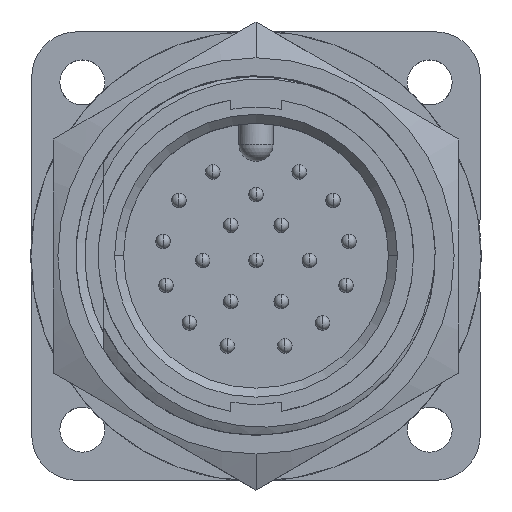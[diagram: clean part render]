
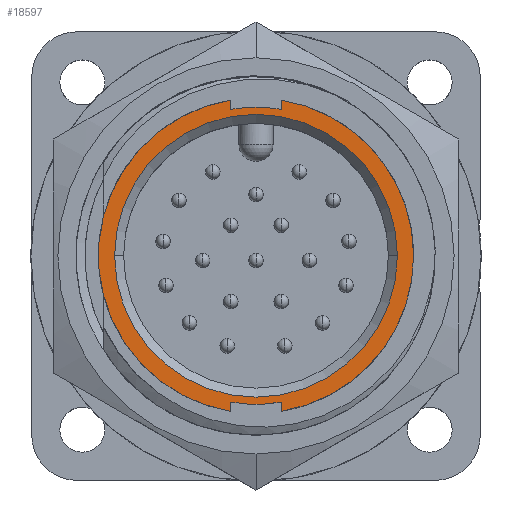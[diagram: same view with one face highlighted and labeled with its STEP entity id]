
A CAD part, top view. The second image highlights one B-rep face of the part: STEP entity #18597.
In plain terms, the highlighted planar face has unit normal (0, 0, 1).
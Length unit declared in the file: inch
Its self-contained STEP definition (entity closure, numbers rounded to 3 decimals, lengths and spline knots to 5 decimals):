
#181 = ORIENTED_EDGE ( 'NONE', *, *, #1155, .T. ) ;
#572 = CIRCLE ( 'NONE', #8414, 0.4375 ) ;
#942 = DIRECTION ( 'NONE',  ( 1., 0., 0. ) ) ;
#1155 = EDGE_CURVE ( 'NONE', #17487, #9707, #19501, .T. ) ;
#1241 = CARTESIAN_POINT ( 'NONE',  ( 0.07, 0.43186, 0.665 ) ) ;
#1368 = ORIENTED_EDGE ( 'NONE', *, *, #11507, .T. ) ;
#1444 = ORIENTED_EDGE ( 'NONE', *, *, #7939, .T. ) ;
#1538 = DIRECTION ( 'NONE',  ( 0., -1., 0. ) ) ;
#1691 = DIRECTION ( 'NONE',  ( 1., 0., 0. ) ) ;
#1695 = DIRECTION ( 'NONE',  ( 0., 0., 1. ) ) ;
#1712 = CARTESIAN_POINT ( 'NONE',  ( 0., 0., 0.665 ) ) ;
#1837 = AXIS2_PLACEMENT_3D ( 'NONE', #17193, #10873, #10933 ) ;
#2015 = AXIS2_PLACEMENT_3D ( 'NONE', #6392, #6375, #6369 ) ;
#2210 = DIRECTION ( 'NONE',  ( 1., 0., 0. ) ) ;
#2229 = DIRECTION ( 'NONE',  ( 0., 0., -1. ) ) ;
#2255 = CARTESIAN_POINT ( 'NONE',  ( 0., 0., 0.665 ) ) ;
#2303 = VERTEX_POINT ( 'NONE', #12952 ) ;
#2746 = DIRECTION ( 'NONE',  ( 0., 0., 1. ) ) ;
#2785 = VERTEX_POINT ( 'NONE', #12810 ) ;
#2884 = EDGE_CURVE ( 'NONE', #11939, #17487, #18559, .T. ) ;
#3063 = AXIS2_PLACEMENT_3D ( 'NONE', #13882, #2746, #942 ) ;
#3180 = CARTESIAN_POINT ( 'NONE',  ( 0.07, 0.43186, 0.665 ) ) ;
#3770 = EDGE_CURVE ( 'NONE', #16963, #12475, #14453, .T. ) ;
#4447 = AXIS2_PLACEMENT_3D ( 'NONE', #2255, #2229, #2210 ) ;
#4470 = ORIENTED_EDGE ( 'NONE', *, *, #6015, .T. ) ;
#4525 = DIRECTION ( 'NONE',  ( 0., 1., 0. ) ) ;
#4577 = DIRECTION ( 'NONE',  ( 0., 1., 0. ) ) ;
#4595 = CARTESIAN_POINT ( 'NONE',  ( -0.07, 0.43186, 0.665 ) ) ;
#4642 = CARTESIAN_POINT ( 'NONE',  ( -0.07, -0.40398, 0.665 ) ) ;
#4858 = VECTOR ( 'NONE', #18649, 39.37008 ) ;
#5427 = ORIENTED_EDGE ( 'NONE', *, *, #19182, .T. ) ;
#5518 = AXIS2_PLACEMENT_3D ( 'NONE', #18834, #18822, #18781 ) ;
#6015 = EDGE_CURVE ( 'NONE', #15222, #2785, #14191, .T. ) ;
#6369 = DIRECTION ( 'NONE',  ( 1., 0., 0. ) ) ;
#6375 = DIRECTION ( 'NONE',  ( 0., 0., 1. ) ) ;
#6392 = CARTESIAN_POINT ( 'NONE',  ( 0., 0., 0.665 ) ) ;
#6459 = CARTESIAN_POINT ( 'NONE',  ( 0.07, -0.40652, 0.665 ) ) ;
#6587 = ORIENTED_EDGE ( 'NONE', *, *, #8071, .T. ) ;
#6848 = EDGE_CURVE ( 'NONE', #2303, #12551, #12071, .T. ) ;
#7466 = CARTESIAN_POINT ( 'NONE',  ( -0.07, -0.43186, 0.665 ) ) ;
#7701 = EDGE_CURVE ( 'NONE', #10183, #2303, #9533, .T. ) ;
#7939 = EDGE_CURVE ( 'NONE', #8655, #16963, #8457, .T. ) ;
#7963 = CIRCLE ( 'NONE', #5518, 0.3925 ) ;
#8021 = CARTESIAN_POINT ( 'NONE',  ( 0.07, -0.43186, 0.665 ) ) ;
#8071 = EDGE_CURVE ( 'NONE', #2785, #15222, #7963, .T. ) ;
#8118 = ORIENTED_EDGE ( 'NONE', *, *, #7701, .T. ) ;
#8414 = AXIS2_PLACEMENT_3D ( 'NONE', #14086, #14081, #14044 ) ;
#8457 = CIRCLE ( 'NONE', #12049, 0.4125 ) ;
#8655 = VERTEX_POINT ( 'NONE', #15883 ) ;
#9062 = VECTOR ( 'NONE', #4525, 39.37008 ) ;
#9147 = VECTOR ( 'NONE', #1538, 39.37008 ) ;
#9533 = LINE ( 'NONE', #4595, #9062 ) ;
#9707 = VERTEX_POINT ( 'NONE', #13877 ) ;
#10183 = VERTEX_POINT ( 'NONE', #11665 ) ;
#10873 = DIRECTION ( 'NONE',  ( 0., 0., 1. ) ) ;
#10933 = DIRECTION ( 'NONE',  ( 1., 0., 0. ) ) ;
#11158 = EDGE_CURVE ( 'NONE', #9707, #10183, #14115, .T. ) ;
#11247 = LINE ( 'NONE', #4642, #11347 ) ;
#11347 = VECTOR ( 'NONE', #4577, 39.37008 ) ;
#11507 = EDGE_CURVE ( 'NONE', #12551, #8655, #11247, .T. ) ;
#11665 = CARTESIAN_POINT ( 'NONE',  ( -0.07, 0.40652, 0.665 ) ) ;
#11939 = VERTEX_POINT ( 'NONE', #13881 ) ;
#12049 = AXIS2_PLACEMENT_3D ( 'NONE', #1712, #1695, #1691 ) ;
#12071 = CIRCLE ( 'NONE', #3063, 0.4375 ) ;
#12115 = EDGE_LOOP ( 'NONE', ( #5427, #13617, #181, #16871, #8118, #18121, #1368, #1444, #13190 ) ) ;
#12475 = VERTEX_POINT ( 'NONE', #8021 ) ;
#12551 = VERTEX_POINT ( 'NONE', #7466 ) ;
#12810 = CARTESIAN_POINT ( 'NONE',  ( 0.3925, 0., 0.665 ) ) ;
#12952 = CARTESIAN_POINT ( 'NONE',  ( -0.07, 0.43186, 0.665 ) ) ;
#13190 = ORIENTED_EDGE ( 'NONE', *, *, #3770, .T. ) ;
#13399 = FACE_BOUND ( 'NONE', #13953, .T. ) ;
#13617 = ORIENTED_EDGE ( 'NONE', *, *, #2884, .T. ) ;
#13877 = CARTESIAN_POINT ( 'NONE',  ( 0.07, 0.40652, 0.665 ) ) ;
#13881 = CARTESIAN_POINT ( 'NONE',  ( 0.4375, 0., 0.665 ) ) ;
#13882 = CARTESIAN_POINT ( 'NONE',  ( 0., 0., 0.665 ) ) ;
#13953 = EDGE_LOOP ( 'NONE', ( #6587, #4470 ) ) ;
#14044 = DIRECTION ( 'NONE',  ( 1., 0., 0. ) ) ;
#14081 = DIRECTION ( 'NONE',  ( 0., 0., 1. ) ) ;
#14086 = CARTESIAN_POINT ( 'NONE',  ( 0., 0., 0.665 ) ) ;
#14115 = CIRCLE ( 'NONE', #2015, 0.4125 ) ;
#14191 = CIRCLE ( 'NONE', #4447, 0.3925 ) ;
#14453 = LINE ( 'NONE', #18520, #4858 ) ;
#14711 = FACE_OUTER_BOUND ( 'NONE', #12115, .T. ) ;
#15222 = VERTEX_POINT ( 'NONE', #15517 ) ;
#15517 = CARTESIAN_POINT ( 'NONE',  ( -0.3925, 0., 0.665 ) ) ;
#15883 = CARTESIAN_POINT ( 'NONE',  ( -0.07, -0.40652, 0.665 ) ) ;
#16871 = ORIENTED_EDGE ( 'NONE', *, *, #11158, .T. ) ;
#16963 = VERTEX_POINT ( 'NONE', #6459 ) ;
#17193 = CARTESIAN_POINT ( 'NONE',  ( 0., 0., 0.665 ) ) ;
#17398 = AXIS2_PLACEMENT_3D ( 'NONE', #18661, #17892, #17885 ) ;
#17487 = VERTEX_POINT ( 'NONE', #3180 ) ;
#17885 = DIRECTION ( 'NONE',  ( 1., 0., 0. ) ) ;
#17892 = DIRECTION ( 'NONE',  ( 0., 0., 1. ) ) ;
#17912 = PLANE ( 'NONE',  #17398 ) ;
#18121 = ORIENTED_EDGE ( 'NONE', *, *, #6848, .T. ) ;
#18520 = CARTESIAN_POINT ( 'NONE',  ( 0.07, -0.40398, 0.665 ) ) ;
#18559 = CIRCLE ( 'NONE', #1837, 0.4375 ) ;
#18597 = ADVANCED_FACE ( 'NONE', ( #13399, #14711 ), #17912, .T. ) ;
#18649 = DIRECTION ( 'NONE',  ( 0., -1., 0. ) ) ;
#18661 = CARTESIAN_POINT ( 'NONE',  ( 0., 0., 0.665 ) ) ;
#18781 = DIRECTION ( 'NONE',  ( 1., 0., 0. ) ) ;
#18822 = DIRECTION ( 'NONE',  ( 0., 0., -1. ) ) ;
#18834 = CARTESIAN_POINT ( 'NONE',  ( 0., 0., 0.665 ) ) ;
#19182 = EDGE_CURVE ( 'NONE', #12475, #11939, #572, .T. ) ;
#19501 = LINE ( 'NONE', #1241, #9147 ) ;
